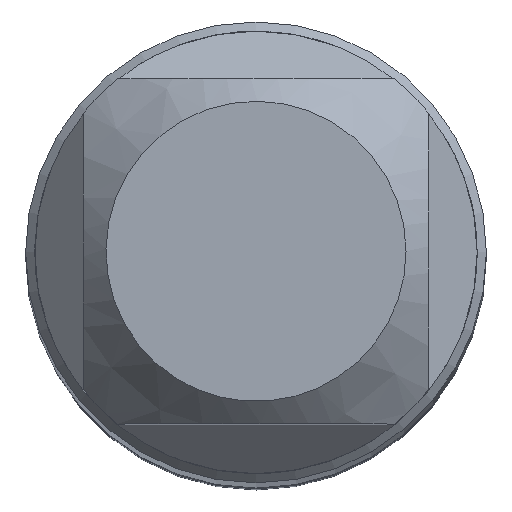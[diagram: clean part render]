
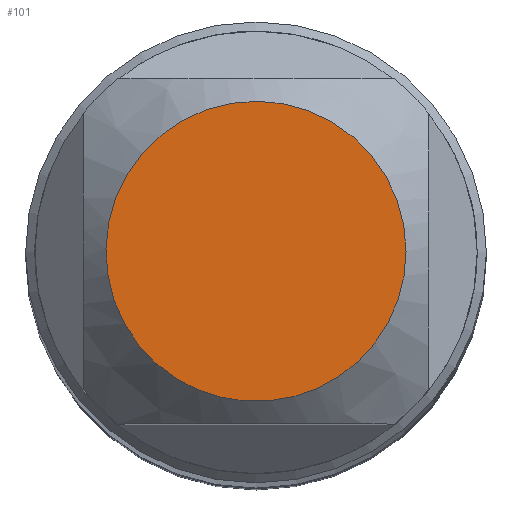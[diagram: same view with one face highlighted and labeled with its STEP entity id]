
A CAD part, top view. The second image highlights one B-rep face of the part: STEP entity #101.
In plain terms, the highlighted planar face has unit normal (0, 0, 1).
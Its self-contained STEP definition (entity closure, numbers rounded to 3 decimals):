
#71=FACE_OUTER_BOUND('',#170,.T.);
#101=ADVANCED_FACE('',(#71),#119,.F.);
#119=PLANE('',#414);
#170=EDGE_LOOP('',(#206));
#206=ORIENTED_EDGE('',*,*,#304,.T.);
#274=VERTEX_POINT('',#600);
#304=EDGE_CURVE('',#274,#274,#341,.T.);
#341=CIRCLE('',#413,2.109);
#413=AXIS2_PLACEMENT_3D('',#599,#481,#482);
#414=AXIS2_PLACEMENT_3D('',#601,#483,#484);
#481=DIRECTION('',(0.,0.,1.));
#482=DIRECTION('',(1.,0.,0.));
#483=DIRECTION('',(0.,0.,-1.));
#484=DIRECTION('',(-1.,0.,0.));
#599=CARTESIAN_POINT('',(0.,0.,0.));
#600=CARTESIAN_POINT('',(2.109,0.,0.));
#601=CARTESIAN_POINT('',(3.539,0.,0.));
